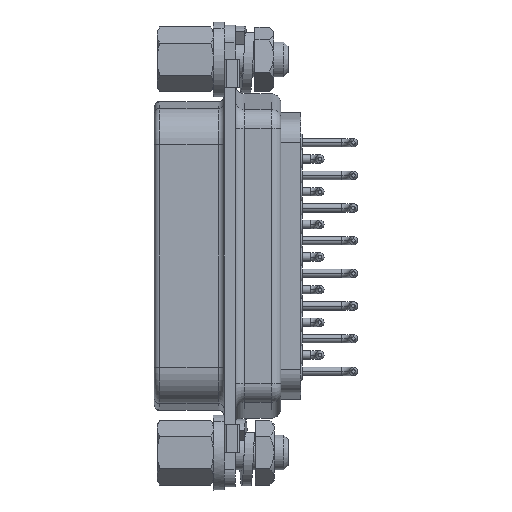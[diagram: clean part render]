
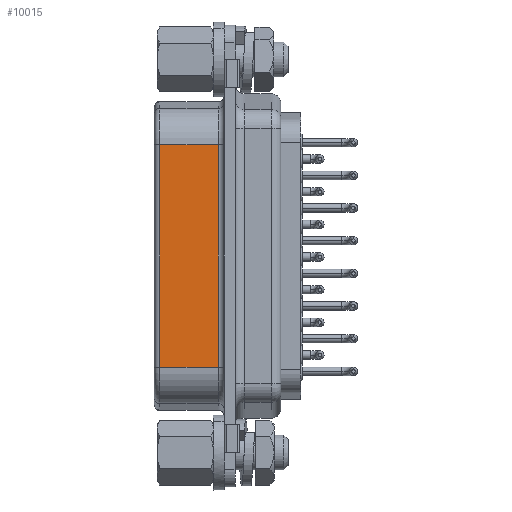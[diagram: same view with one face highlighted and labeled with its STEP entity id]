
A CAD part, left-side view. The second image highlights one B-rep face of the part: STEP entity #10015.
In plain terms, the highlighted planar face has unit normal (-1, 0, 0).
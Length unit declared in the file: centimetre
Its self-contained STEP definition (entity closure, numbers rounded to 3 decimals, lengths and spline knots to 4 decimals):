
#703=VECTOR('',#17564,1.);
#704=VECTOR('',#17570,1.);
#705=VECTOR('',#17571,1.);
#706=VECTOR('',#17572,1.);
#1278=LINE('',#14466,#703);
#1279=LINE('',#14472,#704);
#1280=LINE('',#14475,#705);
#1281=LINE('',#14476,#706);
#1532=PLANE('',#11294);
#2685=VERTEX_POINT('',#14467);
#2686=VERTEX_POINT('',#14468);
#2687=VERTEX_POINT('',#14473);
#2688=VERTEX_POINT('',#14474);
#4755=EDGE_CURVE('',#2685,#2686,#1278,.T.);
#4758=EDGE_CURVE('',#2687,#2688,#1279,.T.);
#4759=EDGE_CURVE('',#2687,#2685,#1280,.T.);
#4760=EDGE_CURVE('',#2686,#2688,#1281,.T.);
#6660=ORIENTED_EDGE('',*,*,#4758,.F.);
#6661=ORIENTED_EDGE('',*,*,#4759,.T.);
#6662=ORIENTED_EDGE('',*,*,#4755,.T.);
#6663=ORIENTED_EDGE('',*,*,#4760,.T.);
#8546=EDGE_LOOP('',(#6660,#6661,#6662,#6663));
#9317=FACE_BOUND('',#8546,.T.);
#10015=ADVANCED_FACE('',(#9317),#1532,.F.);
#11294=AXIS2_PLACEMENT_3D('',#14471,#17569,$);
#14466=CARTESIAN_POINT('',(-0.4636,0.6833,-0.9424));
#14467=CARTESIAN_POINT('',(-0.4636,0.6375,-0.9424));
#14468=CARTESIAN_POINT('',(-0.4636,0.1422,-0.9424));
#14471=CARTESIAN_POINT('',(-0.4636,0.6833,-0.9424));
#14472=CARTESIAN_POINT('',(-0.4636,0.6833,0.9424));
#14473=CARTESIAN_POINT('',(-0.4636,0.6375,0.9424));
#14474=CARTESIAN_POINT('',(-0.4636,0.1422,0.9424));
#14475=CARTESIAN_POINT('',(-0.4636,0.6375,-0.9424));
#14476=CARTESIAN_POINT('',(-0.4636,0.1422,-0.9424));
#17564=DIRECTION('',(0.,-1.,0.));
#17569=DIRECTION('',(1.,0.,0.));
#17570=DIRECTION('',(0.,-1.,0.));
#17571=DIRECTION('',(0.,0.,-1.));
#17572=DIRECTION('',(0.,0.,1.));
